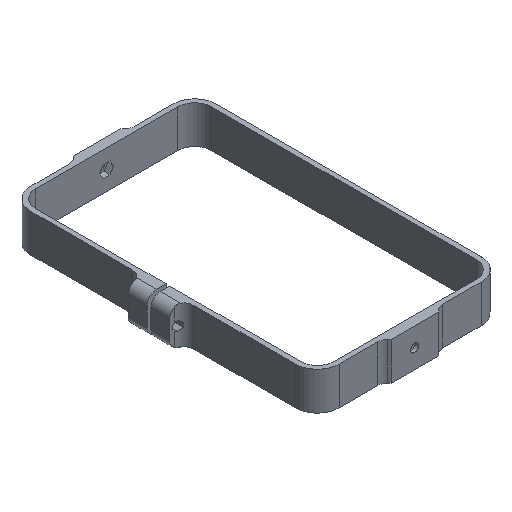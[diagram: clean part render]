
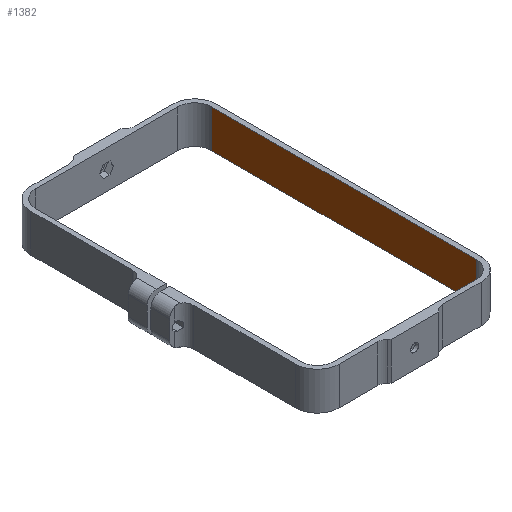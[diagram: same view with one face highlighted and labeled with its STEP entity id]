
A CAD part, isometric view. The second image highlights one B-rep face of the part: STEP entity #1382.
In plain terms, the highlighted planar face has unit normal (-1, 0, 0).
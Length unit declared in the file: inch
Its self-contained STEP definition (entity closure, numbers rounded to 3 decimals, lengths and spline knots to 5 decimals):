
#68=PLANE('',#1520);
#133=FACE_OUTER_BOUND('',#210,.T.);
#210=EDGE_LOOP('',(#1181,#1182,#1183,#1184));
#313=LINE('',#2227,#458);
#355=LINE('',#2341,#500);
#356=LINE('',#2344,#501);
#357=LINE('',#2345,#502);
#458=VECTOR('',#1745,0.3937);
#500=VECTOR('',#1861,0.3937);
#501=VECTOR('',#1864,0.3937);
#502=VECTOR('',#1865,0.3937);
#657=VERTEX_POINT('',#2224);
#658=VERTEX_POINT('',#2226);
#693=VERTEX_POINT('',#2339);
#694=VERTEX_POINT('',#2343);
#816=EDGE_CURVE('',#657,#658,#313,.T.);
#876=EDGE_CURVE('',#693,#658,#355,.T.);
#877=EDGE_CURVE('',#693,#694,#356,.T.);
#878=EDGE_CURVE('',#694,#657,#357,.T.);
#1181=ORIENTED_EDGE('',*,*,#877,.F.);
#1182=ORIENTED_EDGE('',*,*,#876,.T.);
#1183=ORIENTED_EDGE('',*,*,#816,.F.);
#1184=ORIENTED_EDGE('',*,*,#878,.F.);
#1382=ADVANCED_FACE('',(#133),#68,.T.);
#1520=AXIS2_PLACEMENT_3D('',#2342,#1862,#1863);
#1745=DIRECTION('',(0.,1.,0.));
#1861=DIRECTION('',(0.,0.,-1.));
#1862=DIRECTION('center_axis',(-1.,0.,0.));
#1863=DIRECTION('ref_axis',(0.,1.,0.));
#1864=DIRECTION('',(0.,-1.,0.));
#1865=DIRECTION('',(0.,0.,-1.));
#2224=CARTESIAN_POINT('',(2.3189,-3.48425,-1.));
#2226=CARTESIAN_POINT('',(2.3189,3.48425,-1.));
#2227=CARTESIAN_POINT('',(2.3189,3.48425,-1.));
#2339=CARTESIAN_POINT('',(2.3189,3.48425,0.));
#2341=CARTESIAN_POINT('',(2.3189,3.48425,0.));
#2342=CARTESIAN_POINT('Origin',(2.3189,-3.48425,0.));
#2343=CARTESIAN_POINT('',(2.3189,-3.48425,0.));
#2344=CARTESIAN_POINT('',(2.3189,3.48425,0.));
#2345=CARTESIAN_POINT('',(2.3189,-3.48425,0.));
